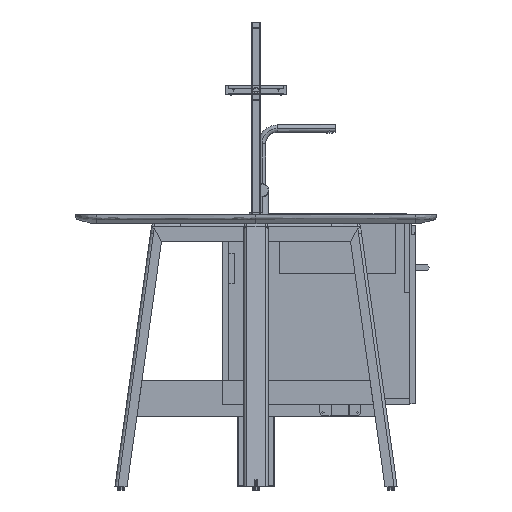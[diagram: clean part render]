
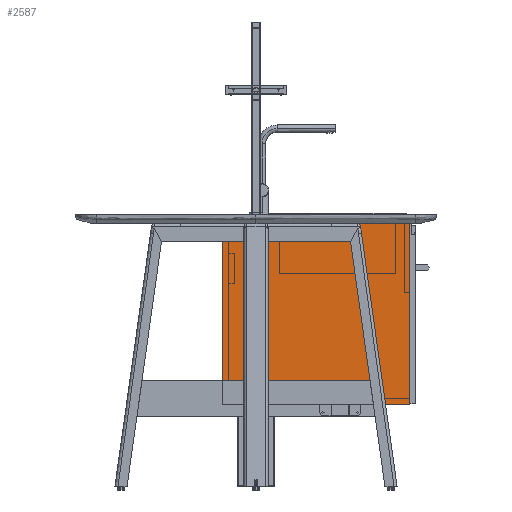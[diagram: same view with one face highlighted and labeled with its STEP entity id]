
A CAD part, left-side view. The second image highlights one B-rep face of the part: STEP entity #2587.
In plain terms, the highlighted planar face has unit normal (-1, 0, 0).
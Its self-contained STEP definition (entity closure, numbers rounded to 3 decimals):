
#2587=ADVANCED_FACE('',(#5790),#45007,.T.);
#5790=FACE_OUTER_BOUND('',#8931,.T.);
#8931=EDGE_LOOP('',(#20783,#20784,#20785,#20786,#20787,#20788,#20789,#20790,
#20791,#20792));
#20783=ORIENTED_EDGE('',*,*,#29325,.T.);
#20784=ORIENTED_EDGE('',*,*,#29322,.T.);
#20785=ORIENTED_EDGE('',*,*,#29313,.T.);
#20786=ORIENTED_EDGE('',*,*,#29316,.T.);
#20787=ORIENTED_EDGE('',*,*,#29306,.T.);
#20788=ORIENTED_EDGE('',*,*,#29310,.T.);
#20789=ORIENTED_EDGE('',*,*,#29320,.T.);
#20790=ORIENTED_EDGE('',*,*,#29334,.T.);
#20791=ORIENTED_EDGE('',*,*,#29324,.T.);
#20792=ORIENTED_EDGE('',*,*,#29332,.T.);
#29306=EDGE_CURVE('',#41517,#41518,#37199,.T.);
#29310=EDGE_CURVE('',#41518,#41525,#37203,.T.);
#29313=EDGE_CURVE('',#41521,#41523,#37206,.T.);
#29316=EDGE_CURVE('',#41523,#41517,#37209,.T.);
#29320=EDGE_CURVE('',#41525,#41531,#37213,.T.);
#29322=EDGE_CURVE('',#41528,#41521,#37215,.T.);
#29324=EDGE_CURVE('',#41530,#41529,#37217,.T.);
#29325=EDGE_CURVE('',#41532,#41528,#37218,.T.);
#29332=EDGE_CURVE('',#41529,#41532,#33320,.T.);
#29334=EDGE_CURVE('',#41531,#41530,#33322,.T.);
#33320=(
BOUNDED_CURVE()
B_SPLINE_CURVE(2,(#74742,#74743,#74744),.UNSPECIFIED.,.F.,.F.)
B_SPLINE_CURVE_WITH_KNOTS((3,3),(0.,15.708),.UNSPECIFIED.)
CURVE()
GEOMETRIC_REPRESENTATION_ITEM()
RATIONAL_B_SPLINE_CURVE((1.,0.707,1.))
REPRESENTATION_ITEM('')
);
#33322=(
BOUNDED_CURVE()
B_SPLINE_CURVE(2,(#74748,#74749,#74750),.UNSPECIFIED.,.F.,.F.)
B_SPLINE_CURVE_WITH_KNOTS((3,3),(-15.708,0.),.UNSPECIFIED.)
CURVE()
GEOMETRIC_REPRESENTATION_ITEM()
RATIONAL_B_SPLINE_CURVE((1.,0.707,1.))
REPRESENTATION_ITEM('')
);
#37199=B_SPLINE_CURVE_WITH_KNOTS('',1,(#74690,#74691),.UNSPECIFIED.,.F.,
 .F.,(2,2),(-2422.,-1822.),.UNSPECIFIED.);
#37203=B_SPLINE_CURVE_WITH_KNOTS('',1,(#74698,#74699),.UNSPECIFIED.,.F.,
 .F.,(2,2),(-1822.,-1396.),.UNSPECIFIED.);
#37206=B_SPLINE_CURVE_WITH_KNOTS('',1,(#74704,#74705),.UNSPECIFIED.,.F.,
 .F.,(2,2),(-1211.,-611.),.UNSPECIFIED.);
#37209=B_SPLINE_CURVE_WITH_KNOTS('',1,(#74710,#74711),.UNSPECIFIED.,.F.,
 .F.,(2,2),(-611.,0.),.UNSPECIFIED.);
#37213=B_SPLINE_CURVE_WITH_KNOTS('',1,(#74718,#74719),.UNSPECIFIED.,.F.,
 .F.,(2,2),(-600.,-560.),.UNSPECIFIED.);
#37215=B_SPLINE_CURVE_WITH_KNOTS('',1,(#74722,#74723),.UNSPECIFIED.,.F.,
 .F.,(2,2),(-1246.,-1211.),.UNSPECIFIED.);
#37217=B_SPLINE_CURVE_WITH_KNOTS('',1,(#74726,#74727),.UNSPECIFIED.,.F.,
 .F.,(2,2),(-75.,55.),.UNSPECIFIED.);
#37218=B_SPLINE_CURVE_WITH_KNOTS('',1,(#74728,#74729),.UNSPECIFIED.,.F.,
 .F.,(2,2),(10.,50.),.UNSPECIFIED.);
#41517=VERTEX_POINT('',#74670);
#41518=VERTEX_POINT('',#74671);
#41521=VERTEX_POINT('',#74674);
#41523=VERTEX_POINT('',#74676);
#41525=VERTEX_POINT('',#74678);
#41528=VERTEX_POINT('',#74681);
#41529=VERTEX_POINT('',#74682);
#41530=VERTEX_POINT('',#74683);
#41531=VERTEX_POINT('',#74684);
#41532=VERTEX_POINT('',#74685);
#45007=PLANE('',#47518);
#47518=AXIS2_PLACEMENT_3D('',#74662,#50089,$);
#50089=DIRECTION('',(-1.,0.,0.));
#74662=CARTESIAN_POINT('',(-770.,110.,285.));
#74670=CARTESIAN_POINT('',(-770.,-511.,285.));
#74671=CARTESIAN_POINT('',(-770.,-511.,885.));
#74674=CARTESIAN_POINT('',(-770.,110.,885.));
#74676=CARTESIAN_POINT('',(-770.,110.,285.));
#74678=CARTESIAN_POINT('',(-770.,-75.,885.));
#74681=CARTESIAN_POINT('',(-770.,75.,885.));
#74682=CARTESIAN_POINT('',(-770.,65.,835.));
#74683=CARTESIAN_POINT('',(-770.,-65.,835.));
#74684=CARTESIAN_POINT('',(-770.,-75.,845.));
#74685=CARTESIAN_POINT('',(-770.,75.,845.));
#74690=CARTESIAN_POINT('',(-770.,-511.,285.));
#74691=CARTESIAN_POINT('',(-770.,-511.,885.));
#74698=CARTESIAN_POINT('',(-770.,-511.,885.));
#74699=CARTESIAN_POINT('',(-770.,-75.,885.));
#74704=CARTESIAN_POINT('',(-770.,110.,885.));
#74705=CARTESIAN_POINT('',(-770.,110.,285.));
#74710=CARTESIAN_POINT('',(-770.,110.,285.));
#74711=CARTESIAN_POINT('',(-770.,-511.,285.));
#74718=CARTESIAN_POINT('',(-770.,-75.,885.));
#74719=CARTESIAN_POINT('',(-770.,-75.,845.));
#74722=CARTESIAN_POINT('',(-770.,75.,885.));
#74723=CARTESIAN_POINT('',(-770.,110.,885.));
#74726=CARTESIAN_POINT('',(-770.,-65.,835.));
#74727=CARTESIAN_POINT('',(-770.,65.,835.));
#74728=CARTESIAN_POINT('',(-770.,75.,845.));
#74729=CARTESIAN_POINT('',(-770.,75.,885.));
#74742=CARTESIAN_POINT('',(-770.,65.,835.));
#74743=CARTESIAN_POINT('',(-770.,75.,835.));
#74744=CARTESIAN_POINT('',(-770.,75.,845.));
#74748=CARTESIAN_POINT('',(-770.,-75.,845.));
#74749=CARTESIAN_POINT('',(-770.,-75.,835.));
#74750=CARTESIAN_POINT('',(-770.,-65.,835.));
